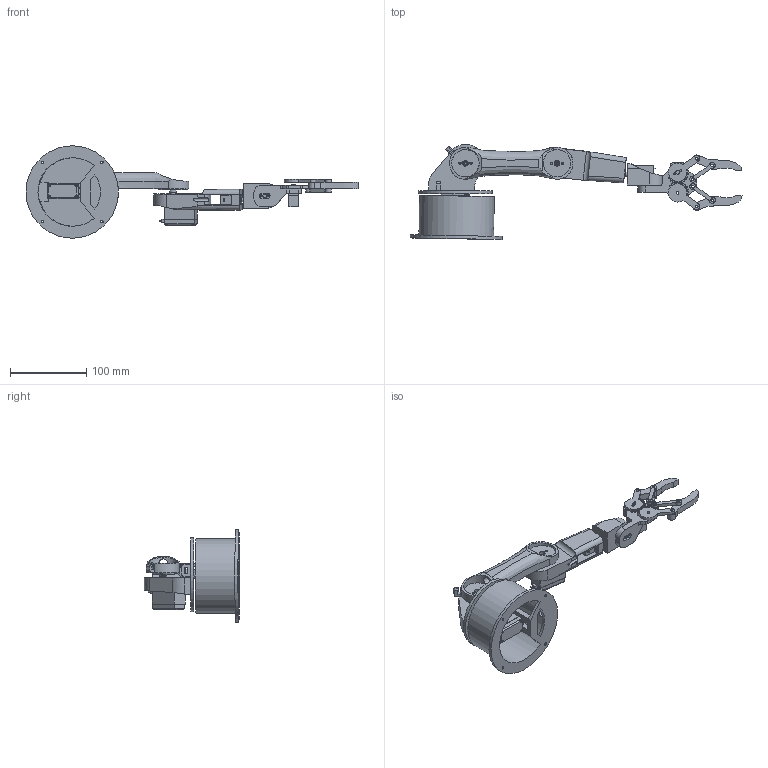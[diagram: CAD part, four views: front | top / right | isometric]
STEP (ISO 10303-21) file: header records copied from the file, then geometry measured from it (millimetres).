
FILE_DESCRIPTION(/* description */ (''),/* implementation_level */ '2;1');
FILE_NAME(/* name */ 'Assembly1.stp',/* time_stamp */ '2023-12-28T13:49:02+05:00',/* author */ ('bhado'),/* organization */ (''),/* preprocessor_version */ 'ST-DEVELOPER v18.1',/* originating_system */ 'Autodesk Inventor 2021',/* authorisation */ '');
FILE_SCHEMA (('AUTOMOTIVE_DESIGN { 1 0 10303 214 3 1 1 }'));
Length unit declared in the file: millimetre
Products named in the file (18): Assembly1; Assembly2; Base; Waist; Arm 01; Arm 02 v3; Assembly4; Servo MG996R arm01; Servo MG996R Shaft; Servo MG996R; Arm 03; Gripper Assembly; gear1; gear2; Gripper base; Gripper 1; Servo Motor Micro  9g; grip link 1
Assembly tree (25 placements, depth 4):
  Assembly1
    Assembly2
      Base
      Assembly4  x3
        Servo MG996R arm01
        Servo MG996R Shaft
        Servo MG996R
      Waist
      Arm 01
      Arm 02 v3
      Servo Motor Micro  9g  x2
      Arm 03
      Gripper Assembly
        gear1
        gear2
        grip link 1  x4
        Gripper base
        Gripper 1  x2
        Servo Motor Micro  9g
Bounding box: 435.48 x 124.75 x 121.25 mm (x, y, z)
Volume: 450418.6 mm3; surface area: 180331.7 mm2
Topology: 54 solids, 54 shells, 1748 faces, 4666 edges, 3113 vertices
Faces by surface type: plane 1216, cylinder 488, cone 16, bspline 16, torus 12
Full cylindrical faces by diameter (mm): 1.2 x9, 1.3 x24, 1.5 x9, 2 x4, 2.2 x6, 2.5 x3, 2.6 x18, 3 x9, 3.4 x4, 3.5 x30, 4.8 x1, 5 x5, 5.5 x3, 6 x6, 6.8 x3, 7.5 x3, 8.8 x6, 10 x1, 10.6 x3, 10.8 x1, 11.5 x1, 13 x5, 18 x2, 36 x2, 90 x1, 97 x1, 98 x1, 121.25 x1
Entity records: 29942 total; most frequent: CARTESIAN_POINT 6518, DIRECTION 4806, ORIENTED_EDGE 4622, EDGE_CURVE 2311, AXIS2_PLACEMENT_3D 1694, VERTEX_POINT 1565, LINE 1418, VECTOR 1418
